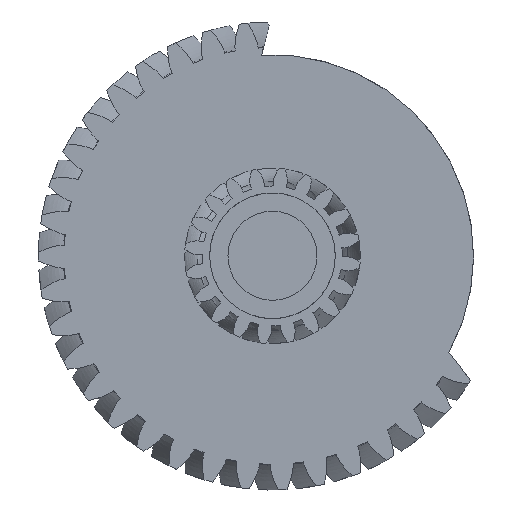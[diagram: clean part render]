
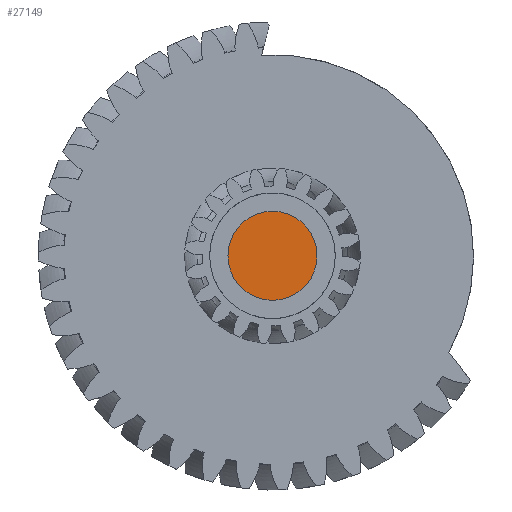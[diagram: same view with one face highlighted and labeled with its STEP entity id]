
A CAD part, top view. The second image highlights one B-rep face of the part: STEP entity #27149.
In plain terms, the highlighted planar face has unit normal (0, 0, 1).
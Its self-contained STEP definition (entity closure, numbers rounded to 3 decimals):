
#27129 = VERTEX_POINT('',#27130);
#27130 = CARTESIAN_POINT('',(3.9,0.,
    10.9));
#27136 = EDGE_CURVE('',#27129,#27129,#27137,.T.);
#27137 = CIRCLE('',#27138,3.9);
#27138 = AXIS2_PLACEMENT_3D('',#27139,#27140,#27141);
#27139 = CARTESIAN_POINT('',(0.,0.,
    10.9));
#27140 = DIRECTION('',(0.,0.,
    1.));
#27141 = DIRECTION('',(1.,0.,0.));
#27149 = ADVANCED_FACE('',(#27150),#27153,.T.);
#27150 = FACE_BOUND('',#27151,.T.);
#27151 = EDGE_LOOP('',(#27152));
#27152 = ORIENTED_EDGE('',*,*,#27136,.T.);
#27153 = PLANE('',#27154);
#27154 = AXIS2_PLACEMENT_3D('',#27155,#27156,#27157);
#27155 = CARTESIAN_POINT('',(0.,0.,
    10.9));
#27156 = DIRECTION('',(0.,0.,
    1.));
#27157 = DIRECTION('',(1.,0.,
    0.));
